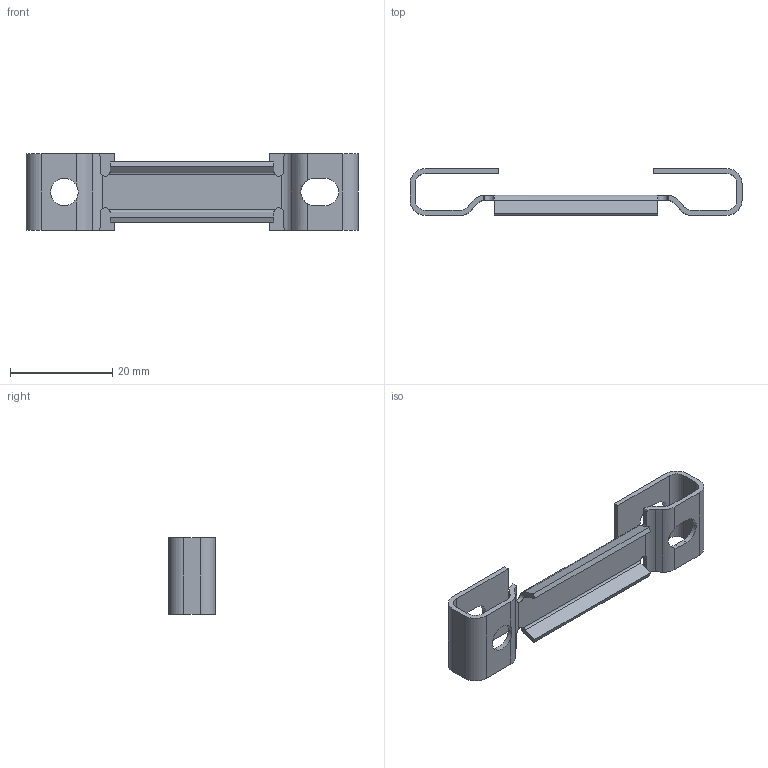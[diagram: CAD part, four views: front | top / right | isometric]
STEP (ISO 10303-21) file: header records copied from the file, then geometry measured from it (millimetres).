
FILE_DESCRIPTION (( 'STEP AP214' ), '1' );
FILE_NAME ('Spannklammer.STEP', '2017-08-02T13:26:51', ( 'dummy' ), ( 'Microsoft' ), 'SwSTEP 2.0', 'SolidWorks 2014', '' );
FILE_SCHEMA (( 'AUTOMOTIVE_DESIGN' ));
Length unit declared in the file: millimetre
Products named in the file (1): Spannklammer
Bounding box: 65 x 9.2 x 15 mm (x, y, z)
Volume: 1525.3 mm3; surface area: 3416.7 mm2
Topology: 1 solids, 1 shells, 82 faces, 252 edges, 168 vertices
Faces by surface type: plane 44, cylinder 38
Entity records: 2993 total; most frequent: CARTESIAN_POINT 698, ORIENTED_EDGE 504, DIRECTION 448, EDGE_CURVE 252, VERTEX_POINT 168, LINE 152, VECTOR 152, AXIS2_PLACEMENT_3D 148
